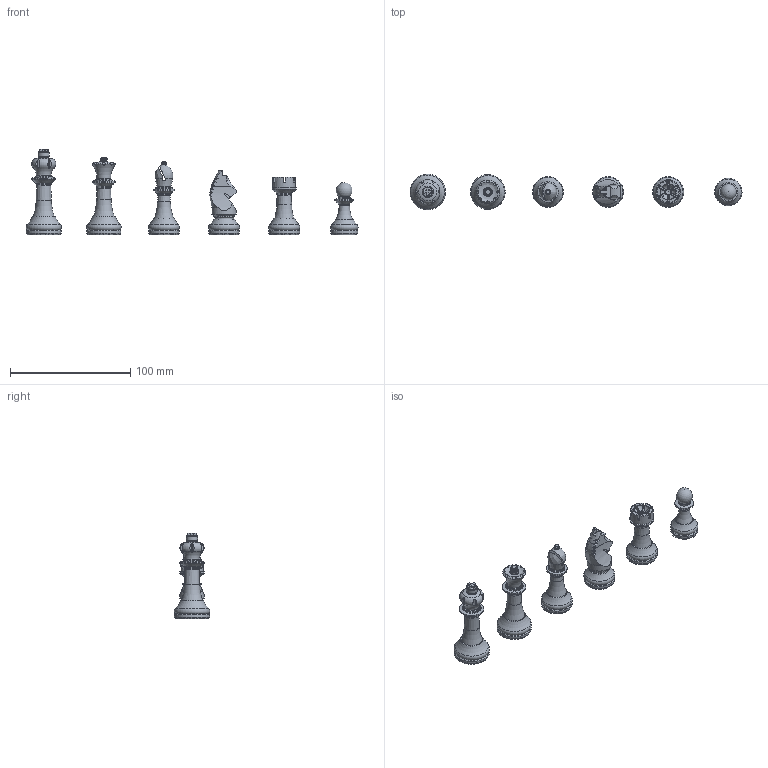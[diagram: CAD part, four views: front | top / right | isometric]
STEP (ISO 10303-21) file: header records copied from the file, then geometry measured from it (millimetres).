
FILE_DESCRIPTION(/* description */ ('','CAx-IF Rec.Pracs.---Representation and Presentation of Product Manufacturing Information (PMI)---4.0---2014-10-13'),/* implementation_level */ '2;1');
FILE_NAME(/* name */ 'Chess Set wo Board v3 v1.step',/* time_stamp */ '2025-03-03T16:56:30+01:00',/* author */ (''),/* organization */ (''),/* preprocessor_version */ 'ST-DEVELOPER v20',/* originating_system */ 'Autodesk Translation Framework v13.20.0.188',/* authorisation */ '');
FILE_SCHEMA (('AP242_MANAGED_MODEL_BASED_3D_ENGINEERING_MIM_LF { 1 0 10303 442 1 1 4 }'));
Length unit declared in the file: millimetre
Products named in the file (7): Chess Set wo Board v3; White King; White Queen; White Bishop; White Pawn; White Knight; White Rook
Assembly tree (6 placements, depth 2):
  Chess Set wo Board v3
    White King
    White Queen
    White Bishop
    White Pawn
    White Knight
    White Rook
Bounding box: 276.12 x 29.49 x 71.25 mm (x, y, z)
Volume: 80717.3 mm3; surface area: 30637.4 mm2
Topology: 11 solids, 11 shells, 521 faces, 1305 edges, 816 vertices
Faces by surface type: cylinder 217, plane 130, cone 76, torus 53, bspline 35, sphere 10
Full cylindrical faces by diameter (mm): 5.035 x5, 6.1 x21, 6.147 x10, 6.75 x1, 8.625 x1, 9.375 x1, 10.5 x1, 11.25 x1, 12.375 x1, 12.75 x2, 13.5 x2, 14.25 x1, 15 x1, 15.75 x3, 17.25 x2, 18.75 x1, 19.5 x1, 20.25 x3, 22.5 x1, 25.5 x3, 28.5 x1, 29.25 x1
Entity records: 25262 total; most frequent: CARTESIAN_POINT 13515, ORIENTED_EDGE 2596, DIRECTION 2168, EDGE_CURVE 1298, AXIS2_PLACEMENT_3D 895, VERTEX_POINT 816, EDGE_LOOP 538, FACE_OUTER_BOUND 521
